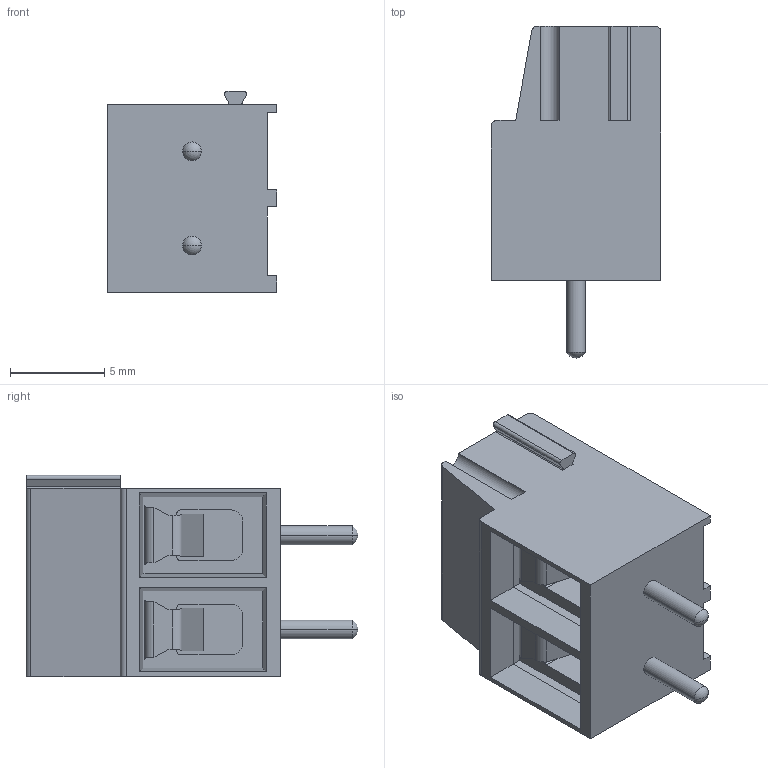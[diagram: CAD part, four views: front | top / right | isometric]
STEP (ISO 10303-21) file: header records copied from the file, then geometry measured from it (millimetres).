
FILE_DESCRIPTION((''),'2;1');
FILE_NAME('TL236V-XXP-XS','2024-11-08T',('yanfa'),(''),'PRO/ENGINEER BY PARAMETRIC TECHNOLOGY CORPORATION, 2009280','PRO/ENGINEER BY PARAMETRIC TECHNOLOGY CORPORATION, 2009280','');
FILE_SCHEMA(('AUTOMOTIVE_DESIGN_CC2 { 1 2 10303 214 -1 1 5 2 }'));
Length unit declared in the file: millimetre
Products named in the file (1): TL236V-XXP-XS
Bounding box: 9 x 17.6 x 10.68 mm (x, y, z)
Volume: 843.1 mm3; surface area: 1082.8 mm2
Topology: 1 solids, 1 shells, 178 faces, 479 edges, 308 vertices
Faces by surface type: plane 101, cylinder 61, cone 8, torus 4, sphere 4
Entity records: 5671 total; most frequent: CARTESIAN_POINT 1068, DIRECTION 953, ORIENTED_EDGE 950, EDGE_CURVE 475, VECTOR 321, LINE 321, AXIS2_PLACEMENT_3D 316, VERTEX_POINT 308
